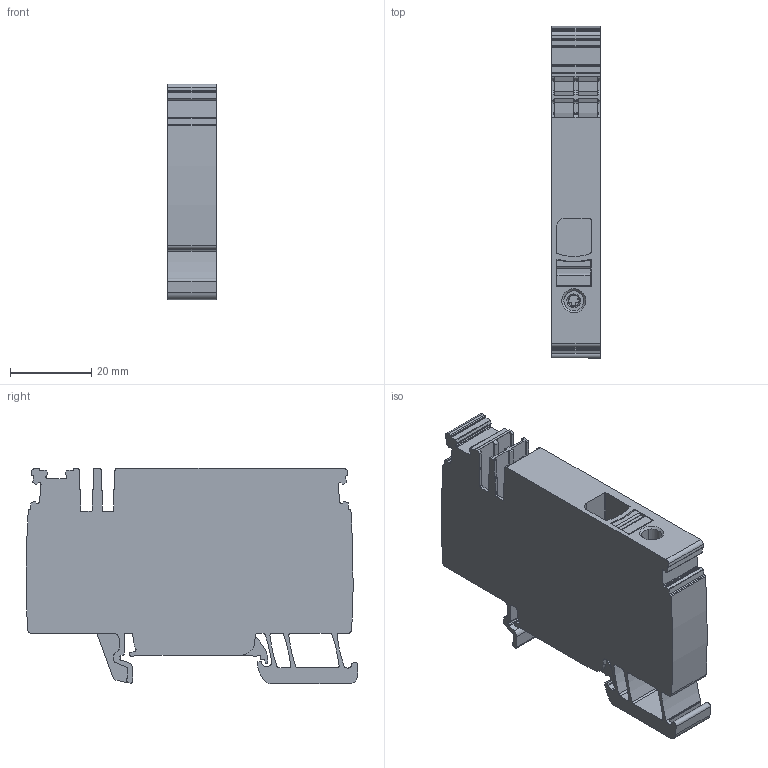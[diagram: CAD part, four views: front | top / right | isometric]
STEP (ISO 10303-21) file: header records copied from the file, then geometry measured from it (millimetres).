
FILE_DESCRIPTION(('CATIA V5R20 STEP214','CAx-IF Rec.Pracs.--- Model Styling and Organization---1.4--- 2014-01-23'),'2;1');
FILE_NAME ('253382-1_1', '2019-02-06T11:23:22+00:00', ('Weidmueller Interface'), ('Weidmueller'), 'CATIA Version 5-6 Release 2016 SP3 HF44', 'CATIA V5 STEP AP214', 'none');
FILE_SCHEMA(('AUTOMOTIVE_DESIGN { 1 0 10303 214 1 1 1 1 }'));
Length unit declared in the file: millimetre
Products named in the file (1): 2581800000_AAP21_10_LO_BL_OR
Bounding box: 12 x 81.8 x 53.13 mm (x, y, z)
Volume: 39757.8 mm3; surface area: 13843.7 mm2
Topology: 2 solids, 2 shells, 552 faces, 1611 edges, 1073 vertices
Faces by surface type: cylinder 262, plane 236, extrusion 30, torus 20, cone 4
Entity records: 17695 total; most frequent: CARTESIAN_POINT 3588, ORIENTED_EDGE 3222, DIRECTION 2400, EDGE_CURVE 1611, VERTEX_POINT 1073, VECTOR 1025, LINE 995, AXIS2_PLACEMENT_3D 953
